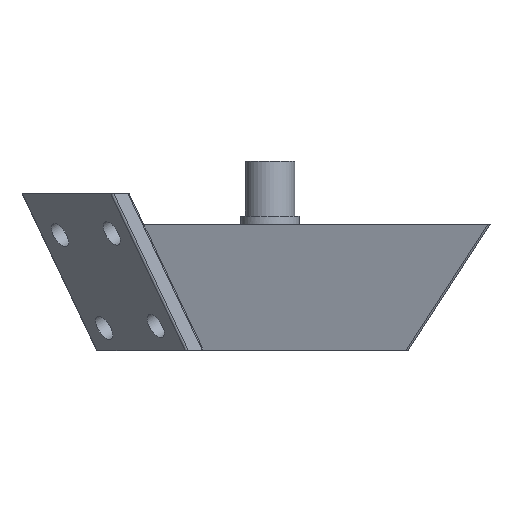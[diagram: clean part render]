
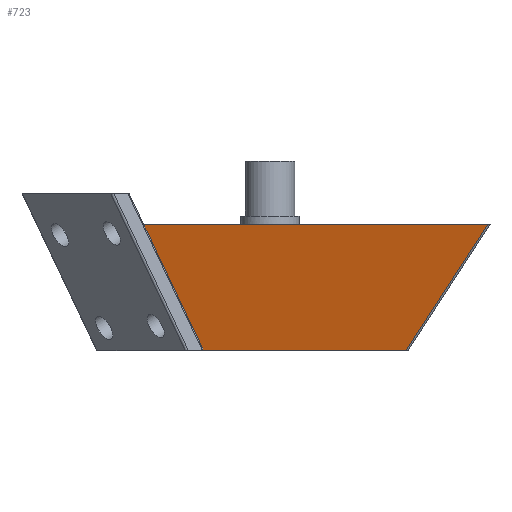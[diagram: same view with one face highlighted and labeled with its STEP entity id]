
A CAD part, front view. The second image highlights one B-rep face of the part: STEP entity #723.
In plain terms, the highlighted planar face has unit normal (0, -0.97, -0.242).
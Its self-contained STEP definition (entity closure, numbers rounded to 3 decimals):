
#292 = CARTESIAN_POINT ( 'NONE',  ( 14.984, 4.633, -19.976 ) ) ;
#312 = EDGE_LOOP ( 'NONE', ( #2294, #2405, #3597, #384 ) ) ;
#338 = CARTESIAN_POINT ( 'NONE',  ( 11.315, 2.135, -9.983 ) ) ;
#384 = ORIENTED_EDGE ( 'NONE', *, *, #2576, .T. ) ;
#615 = CARTESIAN_POINT ( 'NONE',  ( 15.503, 4.988, -21.396 ) ) ;
#641 = DIRECTION ( 'NONE',  ( -1., 0., 0. ) ) ;
#669 = CARTESIAN_POINT ( 'NONE',  ( 18.667, 7.139, -30. ) ) ;
#670 = VECTOR ( 'NONE', #2665, 1000. ) ;
#685 = VERTEX_POINT ( 'NONE', #4320 ) ;
#723 = ADVANCED_FACE ( 'NONE', ( #917 ), #2382, .F. ) ;
#792 = EDGE_CURVE ( 'NONE', #4025, #1503, #2025, .T. ) ;
#917 = FACE_OUTER_BOUND ( 'NONE', #312, .T. ) ;
#967 = CARTESIAN_POINT ( 'NONE',  ( 11.305, 2.128, -9.956 ) ) ;
#990 = CARTESIAN_POINT ( 'NONE',  ( 11.346, 2.156, -10.066 ) ) ;
#1008 = CARTESIAN_POINT ( 'NONE',  ( 16.966, 5.988, -25.397 ) ) ;
#1298 = CARTESIAN_POINT ( 'NONE',  ( 14.907, 4.58, -19.765 ) ) ;
#1317 = CARTESIAN_POINT ( 'NONE',  ( 12.768, 3.12, -13.922 ) ) ;
#1332 = CARTESIAN_POINT ( 'NONE',  ( 13.936, 3.916, -17.109 ) ) ;
#1503 = VERTEX_POINT ( 'NONE', #2291 ) ;
#1600 = VERTEX_POINT ( 'NONE', #3129 ) ;
#1691 = LINE ( 'NONE', #4304, #2361 ) ;
#1958 = CARTESIAN_POINT ( 'NONE',  ( 11.283, 2.113, -9.897 ) ) ;
#1989 = CARTESIAN_POINT ( 'NONE',  ( 10.863, 1.83, -8.763 ) ) ;
#2017 = CARTESIAN_POINT ( 'NONE',  ( 15.022, 4.659, -20.08 ) ) ;
#2025 = LINE ( 'NONE', #2038, #2297 ) ;
#2038 = CARTESIAN_POINT ( 'NONE',  ( 0., 7.139, -30. ) ) ;
#2239 = AXIS2_PLACEMENT_3D ( 'NONE', #4069, #2396, #2414 ) ;
#2291 = CARTESIAN_POINT ( 'NONE',  ( 70.3, 7.139, -30. ) ) ;
#2294 = ORIENTED_EDGE ( 'NONE', *, *, #2577, .T. ) ;
#2297 = VECTOR ( 'NONE', #2373, 1000. ) ;
#2306 = CARTESIAN_POINT ( 'NONE',  ( 11.317, 2.136, -9.987 ) ) ;
#2361 = VECTOR ( 'NONE', #641, 1000. ) ;
#2373 = DIRECTION ( 'NONE',  ( 1., 0., 0. ) ) ;
#2382 = PLANE ( 'NONE',  #2239 ) ;
#2396 = DIRECTION ( 'NONE',  ( 0., 0.97, 0.243 ) ) ;
#2405 = ORIENTED_EDGE ( 'NONE', *, *, #792, .T. ) ;
#2414 = DIRECTION ( 'NONE',  ( 0., -0.243, 0.97 ) ) ;
#2576 = EDGE_CURVE ( 'NONE', #685, #1600, #1691, .T. ) ;
#2577 = EDGE_CURVE ( 'NONE', #1600, #4025, #2852, .T. ) ;
#2634 = CARTESIAN_POINT ( 'NONE',  ( 9.545, 0.947, -5.23 ) ) ;
#2665 = DIRECTION ( 'NONE',  ( 0.533, -0.205, 0.821 ) ) ;
#2667 = CARTESIAN_POINT ( 'NONE',  ( 11.311, 2.132, -9.973 ) ) ;
#2671 = CARTESIAN_POINT ( 'NONE',  ( 8.395, 0.19, -2.204 ) ) ;
#2694 = CARTESIAN_POINT ( 'NONE',  ( 11.322, 2.14, -10.002 ) ) ;
#2852 = B_SPLINE_CURVE_WITH_KNOTS ( 'NONE', 3,
 ( #3672, #2671, #2634, #1989, #2991, #1958, #967, #2667, #338, #2306, #2694, #990, #3311, #3325, #1317, #1332, #3351, #1298, #292, #2017, #4330, #615, #1008, #3638, #669 ),
 .UNSPECIFIED., .F., .F.,
 ( 4, 1, 1, 1, 1, 1, 2, 2, 1, 1, 1, 1, 1, 1, 2, 2, 1, 1, 4 ),
 ( 0., 0.187, 0.234, 0.246, 0.249, 0.25, 0.25, 0.25, 0.252, 0.258, 0.281, 0.375, 0.468, 0.492, 0.498, 0.503, 0.515, 0.562, 0.749 ),
 .UNSPECIFIED. ) ;
#2972 = CARTESIAN_POINT ( 'NONE',  ( 64.212, 9.481, -39.367 ) ) ;
#2991 = CARTESIAN_POINT ( 'NONE',  ( 11.199, 2.056, -9.669 ) ) ;
#3007 = EDGE_CURVE ( 'NONE', #1503, #685, #3315, .T. ) ;
#3129 = CARTESIAN_POINT ( 'NONE',  ( 7.541, -0.361, 0. ) ) ;
#3311 = CARTESIAN_POINT ( 'NONE',  ( 11.446, 2.223, -10.336 ) ) ;
#3315 = LINE ( 'NONE', #2972, #670 ) ;
#3325 = CARTESIAN_POINT ( 'NONE',  ( 11.871, 2.51, -11.484 ) ) ;
#3351 = CARTESIAN_POINT ( 'NONE',  ( 14.715, 4.449, -19.241 ) ) ;
#3597 = ORIENTED_EDGE ( 'NONE', *, *, #3007, .T. ) ;
#3638 = CARTESIAN_POINT ( 'NONE',  ( 18.029, 6.71, -28.282 ) ) ;
#3672 = CARTESIAN_POINT ( 'NONE',  ( 7.541, -0.361, 0. ) ) ;
#4015 = CARTESIAN_POINT ( 'NONE',  ( 18.667, 7.139, -30. ) ) ;
#4025 = VERTEX_POINT ( 'NONE', #4015 ) ;
#4069 = CARTESIAN_POINT ( 'NONE',  ( 0., -0.34, -0.085 ) ) ;
#4304 = CARTESIAN_POINT ( 'NONE',  ( 0., -0.361, 0. ) ) ;
#4320 = CARTESIAN_POINT ( 'NONE',  ( 89.8, -0.361, 0. ) ) ;
#4330 = CARTESIAN_POINT ( 'NONE',  ( 15.134, 4.736, -20.386 ) ) ;
